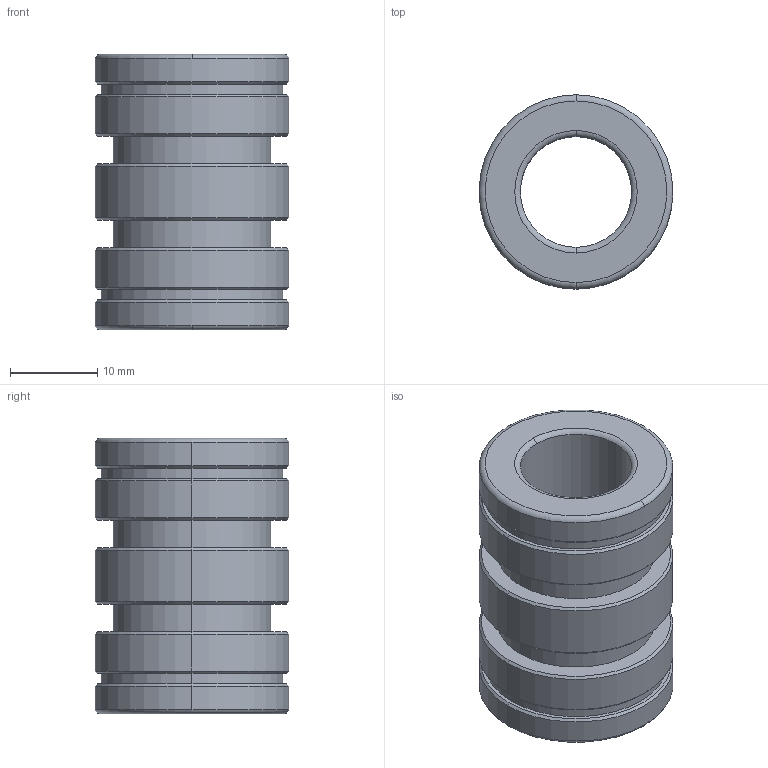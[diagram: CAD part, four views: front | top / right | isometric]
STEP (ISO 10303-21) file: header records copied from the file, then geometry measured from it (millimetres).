
FILE_DESCRIPTION (( 'STEP AP203' ), '1' );
FILE_NAME ('FLC08.step', '2023-06-07T12:24:41', ( '' ), ( '' ), 'SwSTEP 2.0', 'SolidWorks 2021', '' );
FILE_SCHEMA (( 'CONFIG_CONTROL_DESIGN' ));
Length unit declared in the file: inch
Products named in the file (1): FLC08
Bounding box: 22.21 x 22.21 x 31.56 mm (x, y, z)
Volume: 7230.1 mm3; surface area: 7232 mm2
Topology: 2 solids, 2 shells, 58 faces, 128 edges, 80 vertices
Faces by surface type: cylinder 24, cone 16, plane 10, torus 8
Entity records: 1717 total; most frequent: DIRECTION 334, CARTESIAN_POINT 267, ORIENTED_EDGE 256, AXIS2_PLACEMENT_3D 147, EDGE_CURVE 128, CIRCLE 88, VERTEX_POINT 80, EDGE_LOOP 68
